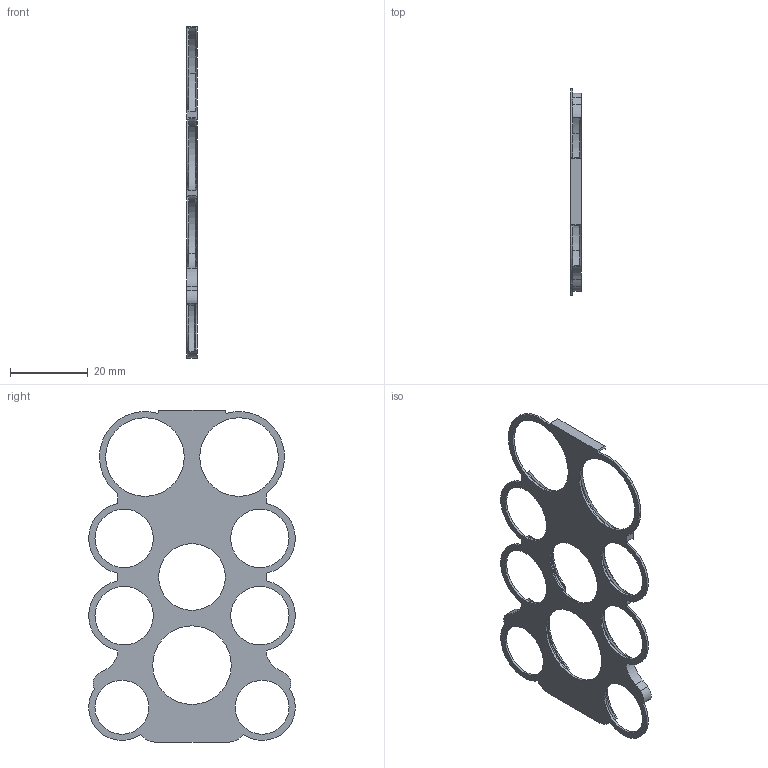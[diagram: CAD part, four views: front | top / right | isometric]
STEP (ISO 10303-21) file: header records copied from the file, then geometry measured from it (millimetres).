
FILE_DESCRIPTION(/* description */ (''),/* implementation_level */ '2;1');
FILE_NAME(/* name */ 'coin-wallet-organizer_snapfit v4.step',/* time_stamp */ '2025-04-12T14:16:37-04:00',/* author */ (''),/* organization */ (''),/* preprocessor_version */ 'ST-DEVELOPER v20.1',/* originating_system */ 'Autodesk Translation Framework v14.4.0.0',/* authorisation */ '');
FILE_SCHEMA (('AUTOMOTIVE_DESIGN { 1 0 10303 214 3 1 1 }'));
Length unit declared in the file: millimetre
Products named in the file (1): coin-wallet-organizer_snapfit
Bounding box: 2.8 x 53.26 x 85.6 mm (x, y, z)
Volume: 2534.1 mm3; surface area: 5358.7 mm2
Topology: 1 solids, 1 shells, 112 faces, 327 edges, 208 vertices
Faces by surface type: cylinder 66, plane 38, cone 8
Full cylindrical faces by diameter (mm): 13.91 x2, 15.05 x4, 17.21 x1, 20.26 x3
Entity records: 3862 total; most frequent: DIRECTION 691, CARTESIAN_POINT 682, ORIENTED_EDGE 666, EDGE_CURVE 333, AXIS2_PLACEMENT_3D 259, VERTEX_POINT 208, LINE 173, VECTOR 173
